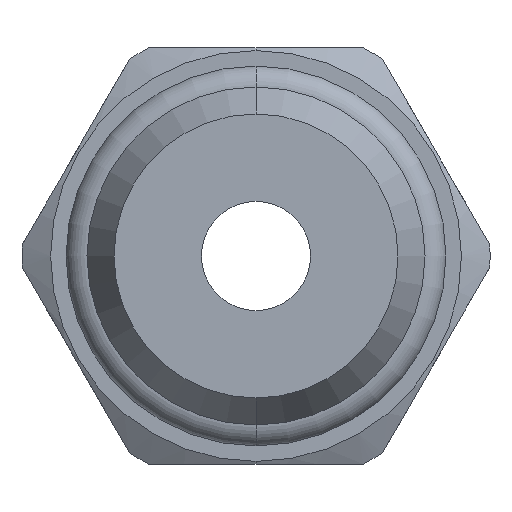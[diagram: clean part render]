
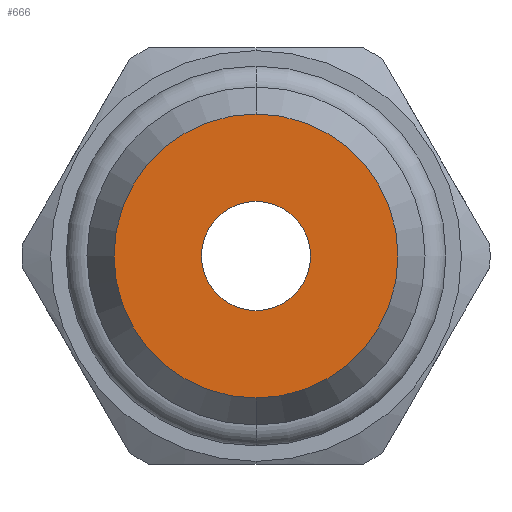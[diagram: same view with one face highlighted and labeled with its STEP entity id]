
A CAD part, front view. The second image highlights one B-rep face of the part: STEP entity #666.
In plain terms, the highlighted planar face has unit normal (0, -1, 0).
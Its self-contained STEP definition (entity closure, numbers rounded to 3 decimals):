
#93 = VERTEX_POINT ( 'NONE', #870 ) ;
#224 = EDGE_CURVE ( 'NONE', #227, #93, #1347, .T. ) ;
#227 = VERTEX_POINT ( 'NONE', #1342 ) ;
#290 = EDGE_CURVE ( 'NONE', #298, #291, #1217, .T. ) ;
#291 = VERTEX_POINT ( 'NONE', #1218 ) ;
#298 = VERTEX_POINT ( 'NONE', #1260 ) ;
#557 = EDGE_LOOP ( 'NONE', ( #661, #652 ) ) ;
#584 = EDGE_CURVE ( 'NONE', #291, #298, #1983, .T. ) ;
#601 = EDGE_LOOP ( 'NONE', ( #647, #648 ) ) ;
#647 = ORIENTED_EDGE ( 'NONE', *, *, #584, .F. ) ;
#648 = ORIENTED_EDGE ( 'NONE', *, *, #290, .F. ) ;
#652 = ORIENTED_EDGE ( 'NONE', *, *, #224, .T. ) ;
#658 = EDGE_CURVE ( 'NONE', #93, #227, #2156, .T. ) ;
#661 = ORIENTED_EDGE ( 'NONE', *, *, #658, .T. ) ;
#666 = ADVANCED_FACE ( 'NONE', ( #2135, #2134 ), #2141, .T. ) ;
#870 = CARTESIAN_POINT ( 'NONE',  ( 0., 0., 5.461 ) ) ;
#1213 = DIRECTION ( 'NONE',  ( 0., 0., -1. ) ) ;
#1214 = DIRECTION ( 'NONE',  ( 0., -1., 0. ) ) ;
#1215 = CARTESIAN_POINT ( 'NONE',  ( 0., 0., 0. ) ) ;
#1216 = AXIS2_PLACEMENT_3D ( 'NONE', #1215, #1214, #1213 ) ;
#1217 = CIRCLE ( 'NONE', #1216, 2.1 ) ;
#1218 = CARTESIAN_POINT ( 'NONE',  ( 0., 0., -2.1 ) ) ;
#1260 = CARTESIAN_POINT ( 'NONE',  ( 0., 0., 2.1 ) ) ;
#1342 = CARTESIAN_POINT ( 'NONE',  ( 0., 0., -5.461 ) ) ;
#1343 = DIRECTION ( 'NONE',  ( 0., 0., -1. ) ) ;
#1344 = DIRECTION ( 'NONE',  ( 0., -1., 0. ) ) ;
#1345 = CARTESIAN_POINT ( 'NONE',  ( 0., 0., 0. ) ) ;
#1346 = AXIS2_PLACEMENT_3D ( 'NONE', #1345, #1344, #1343 ) ;
#1347 = CIRCLE ( 'NONE', #1346, 5.461 ) ;
#1817 = DIRECTION ( 'NONE',  ( 0., 0., -1. ) ) ;
#1818 = DIRECTION ( 'NONE',  ( 0., -1., 0. ) ) ;
#1819 = CARTESIAN_POINT ( 'NONE',  ( 0., 0., 0. ) ) ;
#1982 = AXIS2_PLACEMENT_3D ( 'NONE', #1819, #1818, #1817 ) ;
#1983 = CIRCLE ( 'NONE', #1982, 2.1 ) ;
#2129 = DIRECTION ( 'NONE',  ( 0., 0., -1. ) ) ;
#2130 = DIRECTION ( 'NONE',  ( 0., -1., 0. ) ) ;
#2132 = CARTESIAN_POINT ( 'NONE',  ( 0., 0., 0. ) ) ;
#2133 = AXIS2_PLACEMENT_3D ( 'NONE', #2132, #2130, #2129 ) ;
#2134 = FACE_OUTER_BOUND ( 'NONE', #557, .T. ) ;
#2135 = FACE_BOUND ( 'NONE', #601, .T. ) ;
#2141 = PLANE ( 'NONE',  #2133 ) ;
#2152 = DIRECTION ( 'NONE',  ( 0., 0., -1. ) ) ;
#2153 = DIRECTION ( 'NONE',  ( 0., -1., 0. ) ) ;
#2154 = CARTESIAN_POINT ( 'NONE',  ( 0., 0., 0. ) ) ;
#2155 = AXIS2_PLACEMENT_3D ( 'NONE', #2154, #2153, #2152 ) ;
#2156 = CIRCLE ( 'NONE', #2155, 5.461 ) ;
